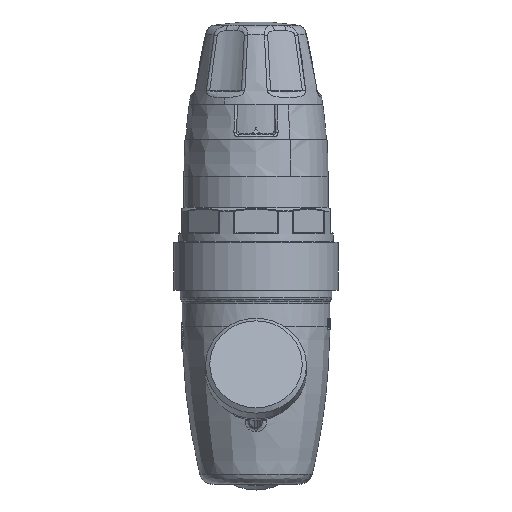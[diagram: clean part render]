
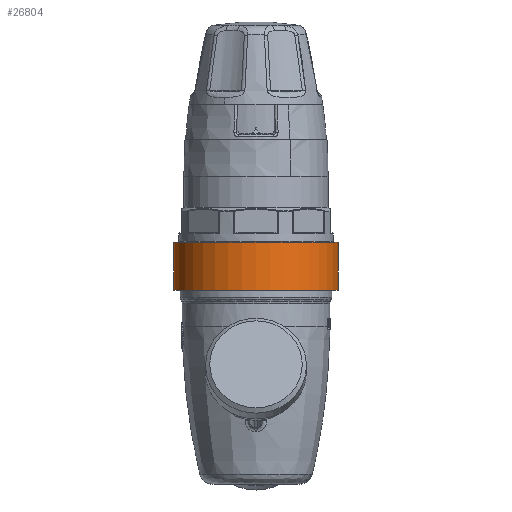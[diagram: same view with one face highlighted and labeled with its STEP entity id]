
A CAD part, front view. The second image highlights one B-rep face of the part: STEP entity #26804.
In plain terms, the highlighted cylindrical face has radius 38.862 mm (diameter 77.724 mm), a full revolution.
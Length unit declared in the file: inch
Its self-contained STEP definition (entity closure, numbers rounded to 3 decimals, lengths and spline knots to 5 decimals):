
#4043=CYLINDRICAL_SURFACE('',#29540,1.53);
#5769=FACE_OUTER_BOUND('',#7521,.T.);
#7521=EDGE_LOOP('',(#24778,#24779,#24780,#24781));
#8762=CIRCLE('',#29541,1.53);
#8763=CIRCLE('',#29542,1.53);
#9616=LINE('',#101077,#10469);
#10469=VECTOR('',#35759,1.53);
#12817=VERTEX_POINT('',#101074);
#12818=VERTEX_POINT('',#101076);
#16805=EDGE_CURVE('',#12817,#12817,#8762,.T.);
#16806=EDGE_CURVE('',#12817,#12818,#9616,.T.);
#16807=EDGE_CURVE('',#12818,#12818,#8763,.T.);
#24778=ORIENTED_EDGE('',*,*,#16805,.F.);
#24779=ORIENTED_EDGE('',*,*,#16806,.T.);
#24780=ORIENTED_EDGE('',*,*,#16807,.T.);
#24781=ORIENTED_EDGE('',*,*,#16806,.F.);
#26804=ADVANCED_FACE('',(#5769),#4043,.T.);
#29540=AXIS2_PLACEMENT_3D('',#101073,#35755,#35756);
#29541=AXIS2_PLACEMENT_3D('',#101075,#35757,#35758);
#29542=AXIS2_PLACEMENT_3D('',#101078,#35760,#35761);
#35755=DIRECTION('center_axis',(0.,0.,-1.));
#35756=DIRECTION('ref_axis',(-1.,0.,0.));
#35757=DIRECTION('center_axis',(0.,0.,-1.));
#35758=DIRECTION('ref_axis',(-1.,0.,0.));
#35759=DIRECTION('',(0.,0.,1.));
#35760=DIRECTION('center_axis',(0.,0.,-1.));
#35761=DIRECTION('ref_axis',(-1.,0.,0.));
#101073=CARTESIAN_POINT('Origin',(0.,-0.57142,
0.21654));
#101074=CARTESIAN_POINT('',(1.53,-0.57142,-0.67346));
#101075=CARTESIAN_POINT('Origin',(0.,-0.57142,
-0.67346));
#101076=CARTESIAN_POINT('',(1.53,-0.57142,0.21654));
#101077=CARTESIAN_POINT('',(1.53,-0.57142,0.21654));
#101078=CARTESIAN_POINT('Origin',(0.,-0.57142,
0.21654));
